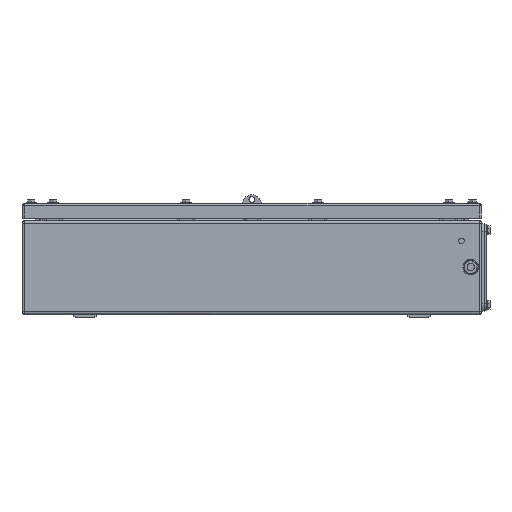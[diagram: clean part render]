
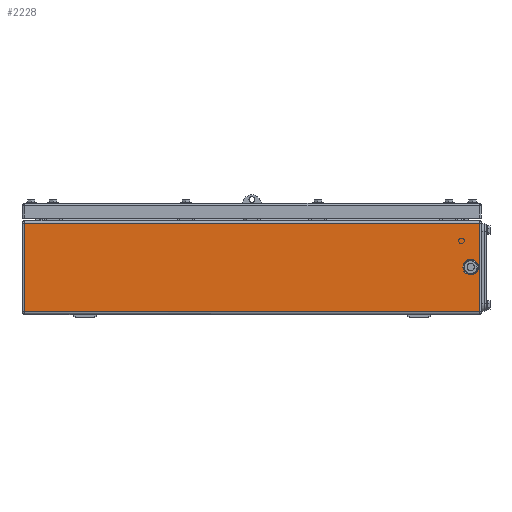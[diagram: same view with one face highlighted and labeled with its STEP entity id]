
A CAD part, left-side view. The second image highlights one B-rep face of the part: STEP entity #2228.
In plain terms, the highlighted planar face has unit normal (-1, 0, 0).
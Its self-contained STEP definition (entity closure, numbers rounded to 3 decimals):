
#2143=AXIS2_PLACEMENT_3D('Plane Axis2P3D',#2140,#2141,#2142) ;
#1426=CARTESIAN_POINT('Vertex',(25.5,14.,126.5)) ;
#1429=CARTESIAN_POINT('Line Origine',(25.5,14.,130.5)) ;
#1433=CARTESIAN_POINT('Vertex',(25.5,14.,7.5)) ;
#2140=CARTESIAN_POINT('Axis2P3D Location',(25.5,631.,130.5)) ;
#2145=CARTESIAN_POINT('Line Origine',(25.5,628.,67.)) ;
#2149=CARTESIAN_POINT('Vertex',(25.5,628.,126.5)) ;
#2151=CARTESIAN_POINT('Vertex',(25.5,628.,7.5)) ;
#2154=CARTESIAN_POINT('Line Origine',(25.5,321.,7.5)) ;
#2159=CARTESIAN_POINT('Line Origine',(25.5,321.,126.5)) ;
#2170=CARTESIAN_POINT('Line Origine',(25.5,31.15,67.5)) ;
#2174=CARTESIAN_POINT('Vertex',(25.5,31.15,72.46)) ;
#2176=CARTESIAN_POINT('Vertex',(25.5,31.15,62.54)) ;
#2180=CARTESIAN_POINT('Control Point',(25.5,20.85,72.46)) ;
#2181=CARTESIAN_POINT('Control Point',(25.5,21.304,72.932)) ;
#2182=CARTESIAN_POINT('Control Point',(25.5,21.813,73.351)) ;
#2183=CARTESIAN_POINT('Control Point',(25.5,22.367,73.711)) ;
#2184=CARTESIAN_POINT('Control Point',(25.5,23.549,74.296)) ;
#2185=CARTESIAN_POINT('Control Point',(25.5,24.832,74.6)) ;
#2186=CARTESIAN_POINT('Control Point',(25.5,25.488,74.677)) ;
#2187=CARTESIAN_POINT('Control Point',(25.5,26.806,74.68)) ;
#2188=CARTESIAN_POINT('Control Point',(25.5,28.091,74.385)) ;
#2189=CARTESIAN_POINT('Control Point',(25.5,28.714,74.164)) ;
#2190=CARTESIAN_POINT('Control Point',(25.5,29.609,73.725)) ;
#2191=CARTESIAN_POINT('Control Point',(25.5,30.411,73.142)) ;
#2192=CARTESIAN_POINT('Control Point',(25.5,30.671,72.929)) ;
#2193=CARTESIAN_POINT('Control Point',(25.5,30.918,72.701)) ;
#2194=CARTESIAN_POINT('Control Point',(25.5,31.15,72.46)) ;
#2195=CARTESIAN_POINT('Vertex',(25.5,20.85,72.46)) ;
#2198=CARTESIAN_POINT('Line Origine',(25.5,20.85,67.5)) ;
#2202=CARTESIAN_POINT('Vertex',(25.5,20.85,62.54)) ;
#2206=CARTESIAN_POINT('Control Point',(25.5,31.15,62.54)) ;
#2207=CARTESIAN_POINT('Control Point',(25.5,30.696,62.068)) ;
#2208=CARTESIAN_POINT('Control Point',(25.5,30.187,61.649)) ;
#2209=CARTESIAN_POINT('Control Point',(25.5,29.633,61.289)) ;
#2210=CARTESIAN_POINT('Control Point',(25.5,28.451,60.704)) ;
#2211=CARTESIAN_POINT('Control Point',(25.5,27.168,60.4)) ;
#2212=CARTESIAN_POINT('Control Point',(25.5,26.512,60.323)) ;
#2213=CARTESIAN_POINT('Control Point',(25.5,25.194,60.32)) ;
#2214=CARTESIAN_POINT('Control Point',(25.5,23.909,60.615)) ;
#2215=CARTESIAN_POINT('Control Point',(25.5,23.286,60.836)) ;
#2216=CARTESIAN_POINT('Control Point',(25.5,22.391,61.275)) ;
#2217=CARTESIAN_POINT('Control Point',(25.5,21.589,61.858)) ;
#2218=CARTESIAN_POINT('Control Point',(25.5,21.329,62.071)) ;
#2219=CARTESIAN_POINT('Control Point',(25.5,21.082,62.299)) ;
#2220=CARTESIAN_POINT('Control Point',(25.5,20.85,62.54)) ;
#1430=DIRECTION('Vector Direction',(0.,0.,-1.)) ;
#2141=DIRECTION('Axis2P3D Direction',(1.,0.,0.)) ;
#2142=DIRECTION('Axis2P3D XDirection',(0.,1.,0.)) ;
#2146=DIRECTION('Vector Direction',(0.,0.,-1.)) ;
#2155=DIRECTION('Vector Direction',(0.,-1.,0.)) ;
#2160=DIRECTION('Vector Direction',(0.,1.,0.)) ;
#2171=DIRECTION('Vector Direction',(0.,0.,-1.)) ;
#2199=DIRECTION('Vector Direction',(0.,0.,1.)) ;
#1431=VECTOR('Line Direction',#1430,1.) ;
#2147=VECTOR('Line Direction',#2146,1.) ;
#2156=VECTOR('Line Direction',#2155,1.) ;
#2161=VECTOR('Line Direction',#2160,1.) ;
#2172=VECTOR('Line Direction',#2171,1.) ;
#2200=VECTOR('Line Direction',#2199,1.) ;
#2165=ORIENTED_EDGE('',*,*,#2153,.T.) ;
#2166=ORIENTED_EDGE('',*,*,#2158,.T.) ;
#2167=ORIENTED_EDGE('',*,*,#1435,.T.) ;
#2168=ORIENTED_EDGE('',*,*,#2163,.T.) ;
#2223=ORIENTED_EDGE('',*,*,#2178,.F.) ;
#2224=ORIENTED_EDGE('',*,*,#2197,.F.) ;
#2225=ORIENTED_EDGE('',*,*,#2204,.F.) ;
#2226=ORIENTED_EDGE('',*,*,#2221,.F.) ;
#2227=FACE_BOUND('',#2222,.T.) ;
#2228=ADVANCED_FACE('40797_ASM_GH_KTB_MH_XXXxXXXxXXX_YGP_S3D-1/GH-1-solid1',(#2169,#2227),#2144,.F.) ;
#2179=B_SPLINE_CURVE_WITH_KNOTS('',5,(#2180,#2181,#2182,#2183,#2184,#2185,#2186,#2187,#2188,#2189,#2190,#2191,#2192,#2193,#2194),.UNSPECIFIED.,.F.,.U.,(6,3,3,3,6),(0.,4.631,9.263,13.894,16.264),.UNSPECIFIED.) ;
#2205=B_SPLINE_CURVE_WITH_KNOTS('',5,(#2206,#2207,#2208,#2209,#2210,#2211,#2212,#2213,#2214,#2215,#2216,#2217,#2218,#2219,#2220),.UNSPECIFIED.,.F.,.U.,(6,3,3,3,6),(0.,4.631,9.263,13.894,16.264),.UNSPECIFIED.) ;
#1435=EDGE_CURVE('',#1434,#1427,#1432,.F.) ;
#2153=EDGE_CURVE('',#2150,#2152,#2148,.T.) ;
#2158=EDGE_CURVE('',#2152,#1434,#2157,.T.) ;
#2163=EDGE_CURVE('',#1427,#2150,#2162,.T.) ;
#2178=EDGE_CURVE('',#2175,#2177,#2173,.T.) ;
#2197=EDGE_CURVE('',#2196,#2175,#2179,.T.) ;
#2204=EDGE_CURVE('',#2203,#2196,#2201,.T.) ;
#2221=EDGE_CURVE('',#2177,#2203,#2205,.T.) ;
#2164=EDGE_LOOP('',(#2165,#2166,#2167,#2168)) ;
#2222=EDGE_LOOP('',(#2223,#2224,#2225,#2226)) ;
#2169=FACE_OUTER_BOUND('',#2164,.T.) ;
#1432=LINE('Line',#1429,#1431) ;
#2148=LINE('Line',#2145,#2147) ;
#2157=LINE('Line',#2154,#2156) ;
#2162=LINE('Line',#2159,#2161) ;
#2173=LINE('Line',#2170,#2172) ;
#2201=LINE('Line',#2198,#2200) ;
#2144=PLANE('',#2143) ;
#1427=VERTEX_POINT('',#1426) ;
#1434=VERTEX_POINT('',#1433) ;
#2150=VERTEX_POINT('',#2149) ;
#2152=VERTEX_POINT('',#2151) ;
#2175=VERTEX_POINT('',#2174) ;
#2177=VERTEX_POINT('',#2176) ;
#2196=VERTEX_POINT('',#2195) ;
#2203=VERTEX_POINT('',#2202) ;
